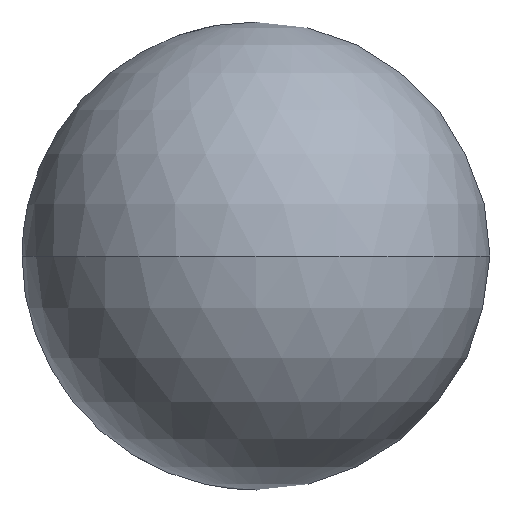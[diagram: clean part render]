
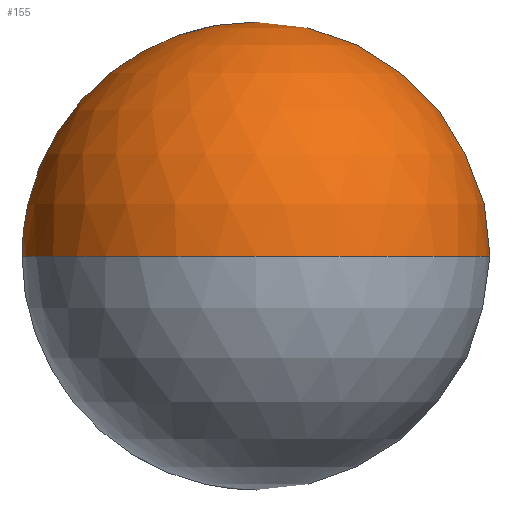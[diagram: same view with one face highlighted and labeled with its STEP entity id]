
A CAD part, front view. The second image highlights one B-rep face of the part: STEP entity #155.
In plain terms, the highlighted spherical face has radius 13 mm.
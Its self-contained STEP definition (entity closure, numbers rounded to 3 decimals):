
#2 = CARTESIAN_POINT ( 'NONE',  ( 4.5, 12.196, 0. ) ) ;
#16 = EDGE_CURVE ( 'NONE', #209, #276, #236, .T. ) ;
#20 = FACE_OUTER_BOUND ( 'NONE', #54, .T. ) ;
#31 = VERTEX_POINT ( 'NONE', #172 ) ;
#33 = ORIENTED_EDGE ( 'NONE', *, *, #79, .T. ) ;
#38 = CARTESIAN_POINT ( 'NONE',  ( -4.5, 0., 0. ) ) ;
#41 = AXIS2_PLACEMENT_3D ( 'NONE', #200, #126, #218 ) ;
#48 = CARTESIAN_POINT ( 'NONE',  ( 4.5, 11.336, 4.5 ) ) ;
#51 = CIRCLE ( 'NONE', #206, 12.196 ) ;
#54 = EDGE_LOOP ( 'NONE', ( #119, #162, #192, #33, #207 ) ) ;
#57 = DIRECTION ( 'NONE',  ( 1., 0., 0. ) ) ;
#59 = EDGE_CURVE ( 'NONE', #120, #276, #112, .T. ) ;
#61 = EDGE_CURVE ( 'NONE', #235, #31, #166, .T. ) ;
#65 = AXIS2_PLACEMENT_3D ( 'NONE', #180, #220, #57 ) ;
#67 = CARTESIAN_POINT ( 'NONE',  ( 0., -13., 0. ) ) ;
#79 = EDGE_CURVE ( 'NONE', #31, #209, #262, .T. ) ;
#82 = SPHERICAL_SURFACE ( 'NONE', #41, 13. ) ;
#101 = DIRECTION ( 'NONE',  ( -1., 0., 0. ) ) ;
#102 = CARTESIAN_POINT ( 'NONE',  ( 0., 0., 4.5 ) ) ;
#109 = DIRECTION ( 'NONE',  ( 0., 0., -1. ) ) ;
#110 = CARTESIAN_POINT ( 'NONE',  ( 4.5, 0., 0. ) ) ;
#112 = CIRCLE ( 'NONE', #280, 13. ) ;
#119 = ORIENTED_EDGE ( 'NONE', *, *, #59, .F. ) ;
#120 = VERTEX_POINT ( 'NONE', #2 ) ;
#126 = DIRECTION ( 'NONE',  ( 0., 0., -1. ) ) ;
#129 = CARTESIAN_POINT ( 'NONE',  ( -4.5, 12.196, 0. ) ) ;
#155 = ADVANCED_FACE ( 'NONE', ( #20 ), #82, .T. ) ;
#156 = AXIS2_PLACEMENT_3D ( 'NONE', #102, #237, #221 ) ;
#162 = ORIENTED_EDGE ( 'NONE', *, *, #168, .T. ) ;
#166 = CIRCLE ( 'NONE', #156, 12.196 ) ;
#168 = EDGE_CURVE ( 'NONE', #120, #235, #51, .T. ) ;
#172 = CARTESIAN_POINT ( 'NONE',  ( -4.5, 11.336, 4.5 ) ) ;
#178 = DIRECTION ( 'NONE',  ( 1., 0., 0. ) ) ;
#180 = CARTESIAN_POINT ( 'NONE',  ( 0., 0., 0. ) ) ;
#192 = ORIENTED_EDGE ( 'NONE', *, *, #61, .T. ) ;
#200 = CARTESIAN_POINT ( 'NONE',  ( 0., 0., 0. ) ) ;
#201 = DIRECTION ( 'NONE',  ( 0., 0., -1. ) ) ;
#206 = AXIS2_PLACEMENT_3D ( 'NONE', #110, #178, #266 ) ;
#207 = ORIENTED_EDGE ( 'NONE', *, *, #16, .T. ) ;
#209 = VERTEX_POINT ( 'NONE', #129 ) ;
#218 = DIRECTION ( 'NONE',  ( -1., 0., 0. ) ) ;
#220 = DIRECTION ( 'NONE',  ( 0., 0., 1. ) ) ;
#221 = DIRECTION ( 'NONE',  ( -1., 0., 0. ) ) ;
#235 = VERTEX_POINT ( 'NONE', #48 ) ;
#236 = CIRCLE ( 'NONE', #65, 13. ) ;
#237 = DIRECTION ( 'NONE',  ( 0., 0., 1. ) ) ;
#242 = CARTESIAN_POINT ( 'NONE',  ( 0., 0., 0. ) ) ;
#255 = AXIS2_PLACEMENT_3D ( 'NONE', #38, #101, #109 ) ;
#262 = CIRCLE ( 'NONE', #255, 12.196 ) ;
#263 = DIRECTION ( 'NONE',  ( -1., 0., 0. ) ) ;
#266 = DIRECTION ( 'NONE',  ( 0., 0., 1. ) ) ;
#276 = VERTEX_POINT ( 'NONE', #67 ) ;
#280 = AXIS2_PLACEMENT_3D ( 'NONE', #242, #201, #263 ) ;
